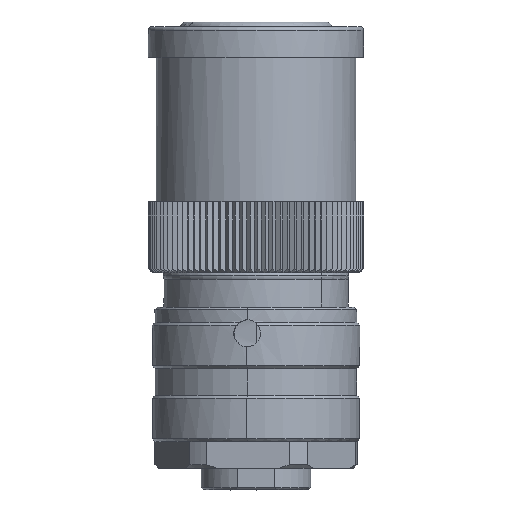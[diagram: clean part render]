
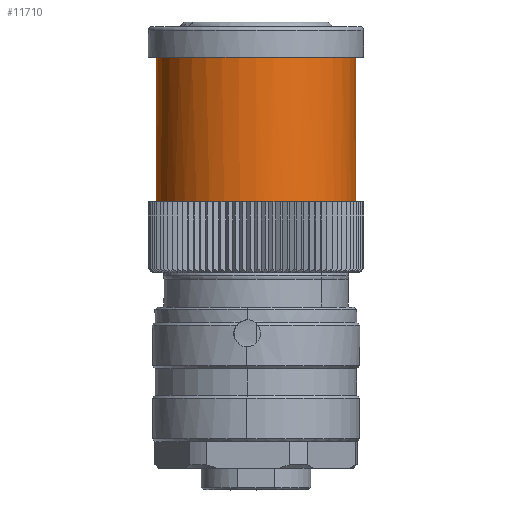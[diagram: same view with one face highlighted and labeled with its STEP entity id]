
A CAD part, front view. The second image highlights one B-rep face of the part: STEP entity #11710.
In plain terms, the highlighted cylindrical face has radius 13 mm (diameter 26 mm), a partial arc.
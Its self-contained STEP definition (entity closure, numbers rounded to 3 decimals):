
#11682=AXIS2_PLACEMENT_3D('Cylinder Axis2P3D',#11679,#11680,#11681) ;
#11693=AXIS2_PLACEMENT_3D('Circle Axis2P3D',#11691,#11692,$) ;
#11597=CARTESIAN_POINT('Control Point',(14.,1.,37.5)) ;
#11598=CARTESIAN_POINT('Control Point',(12.764,1.,37.5)) ;
#11599=CARTESIAN_POINT('Control Point',(11.527,1.147,37.5)) ;
#11600=CARTESIAN_POINT('Control Point',(10.314,1.441,37.5)) ;
#11601=CARTESIAN_POINT('Control Point',(7.981,2.312,37.5)) ;
#11602=CARTESIAN_POINT('Control Point',(5.917,3.705,37.5)) ;
#11603=CARTESIAN_POINT('Control Point',(4.973,4.522,37.5)) ;
#11604=CARTESIAN_POINT('Control Point',(3.298,6.365,37.5)) ;
#11605=CARTESIAN_POINT('Control Point',(2.101,8.548,37.5)) ;
#11606=CARTESIAN_POINT('Control Point',(1.635,9.707,37.5)) ;
#11607=CARTESIAN_POINT('Control Point',(1.214,11.274,37.5)) ;
#11608=CARTESIAN_POINT('Control Point',(1.041,12.876,37.5)) ;
#11609=CARTESIAN_POINT('Control Point',(1.014,13.251,37.5)) ;
#11610=CARTESIAN_POINT('Control Point',(1.,13.625,37.5)) ;
#11611=CARTESIAN_POINT('Control Point',(1.,14.,37.5)) ;
#11612=CARTESIAN_POINT('Vertex',(14.,1.,37.5)) ;
#11614=CARTESIAN_POINT('Vertex',(1.,14.,37.5)) ;
#11652=CARTESIAN_POINT('Vertex',(27.,14.,37.5)) ;
#11656=CARTESIAN_POINT('Control Point',(27.,14.,37.5)) ;
#11657=CARTESIAN_POINT('Control Point',(27.,13.138,37.5)) ;
#11658=CARTESIAN_POINT('Control Point',(26.929,12.277,37.5)) ;
#11659=CARTESIAN_POINT('Control Point',(26.786,11.423,37.5)) ;
#11660=CARTESIAN_POINT('Control Point',(26.267,9.382,37.5)) ;
#11661=CARTESIAN_POINT('Control Point',(25.349,7.479,37.5)) ;
#11662=CARTESIAN_POINT('Control Point',(24.676,6.428,37.5)) ;
#11663=CARTESIAN_POINT('Control Point',(23.093,4.505,37.5)) ;
#11664=CARTESIAN_POINT('Control Point',(21.104,3.007,37.5)) ;
#11665=CARTESIAN_POINT('Control Point',(20.025,2.38,37.5)) ;
#11666=CARTESIAN_POINT('Control Point',(18.188,1.589,37.5)) ;
#11667=CARTESIAN_POINT('Control Point',(16.243,1.162,37.5)) ;
#11668=CARTESIAN_POINT('Control Point',(15.499,1.054,37.5)) ;
#11669=CARTESIAN_POINT('Control Point',(14.749,1.,37.5)) ;
#11670=CARTESIAN_POINT('Control Point',(14.,1.,37.5)) ;
#11679=CARTESIAN_POINT('Axis2P3D Location',(14.,14.,44.05)) ;
#11684=CARTESIAN_POINT('Line Origine',(27.,14.,44.05)) ;
#11688=CARTESIAN_POINT('Vertex',(27.,14.,56.3)) ;
#11691=CARTESIAN_POINT('Axis2P3D Location',(14.,14.,56.3)) ;
#11695=CARTESIAN_POINT('Vertex',(1.,14.,56.3)) ;
#11698=CARTESIAN_POINT('Line Origine',(1.,14.,44.05)) ;
#11680=DIRECTION('Axis2P3D Direction',(-0.,0.,1.)) ;
#11681=DIRECTION('Axis2P3D XDirection',(-1.,0.,-0.)) ;
#11685=DIRECTION('Vector Direction',(0.,0.,1.)) ;
#11692=DIRECTION('Axis2P3D Direction',(-0.,0.,1.)) ;
#11699=DIRECTION('Vector Direction',(0.,0.,1.)) ;
#11686=VECTOR('Line Direction',#11685,1.) ;
#11700=VECTOR('Line Direction',#11699,1.) ;
#11704=ORIENTED_EDGE('',*,*,#11690,.F.) ;
#11705=ORIENTED_EDGE('',*,*,#11697,.T.) ;
#11706=ORIENTED_EDGE('',*,*,#11702,.F.) ;
#11707=ORIENTED_EDGE('',*,*,#11616,.F.) ;
#11708=ORIENTED_EDGE('',*,*,#11671,.F.) ;
#11710=ADVANCED_FACE('Hauptk\X2\00F6\X0\rper',(#11709),#11683,.T.) ;
#11596=B_SPLINE_CURVE_WITH_KNOTS('',5,(#11597,#11598,#11599,#11600,#11601,#11602,#11603,#11604,#11605,#11606,#11607,#11608,#11609,#11610,#11611),.UNSPECIFIED.,.F.,.U.,(6,3,3,3,6),(0.,8.743,17.486,26.229,28.878),.UNSPECIFIED.) ;
#11655=B_SPLINE_CURVE_WITH_KNOTS('',5,(#11656,#11657,#11658,#11659,#11660,#11661,#11662,#11663,#11664,#11665,#11666,#11667,#11668,#11669,#11670),.UNSPECIFIED.,.F.,.U.,(6,3,3,3,6),(28.878,34.972,43.715,52.457,57.757),.UNSPECIFIED.) ;
#11694=CIRCLE('generated circle',#11693,13.) ;
#11683=CYLINDRICAL_SURFACE('generated cylinder',#11682,13.) ;
#11616=EDGE_CURVE('',#11613,#11615,#11596,.T.) ;
#11671=EDGE_CURVE('',#11653,#11613,#11655,.T.) ;
#11690=EDGE_CURVE('',#11689,#11653,#11687,.F.) ;
#11697=EDGE_CURVE('',#11689,#11696,#11694,.F.) ;
#11702=EDGE_CURVE('',#11615,#11696,#11701,.T.) ;
#11703=EDGE_LOOP('',(#11704,#11705,#11706,#11707,#11708)) ;
#11709=FACE_OUTER_BOUND('',#11703,.T.) ;
#11687=LINE('Line',#11684,#11686) ;
#11701=LINE('Line',#11698,#11700) ;
#11613=VERTEX_POINT('',#11612) ;
#11615=VERTEX_POINT('',#11614) ;
#11653=VERTEX_POINT('',#11652) ;
#11689=VERTEX_POINT('',#11688) ;
#11696=VERTEX_POINT('',#11695) ;
